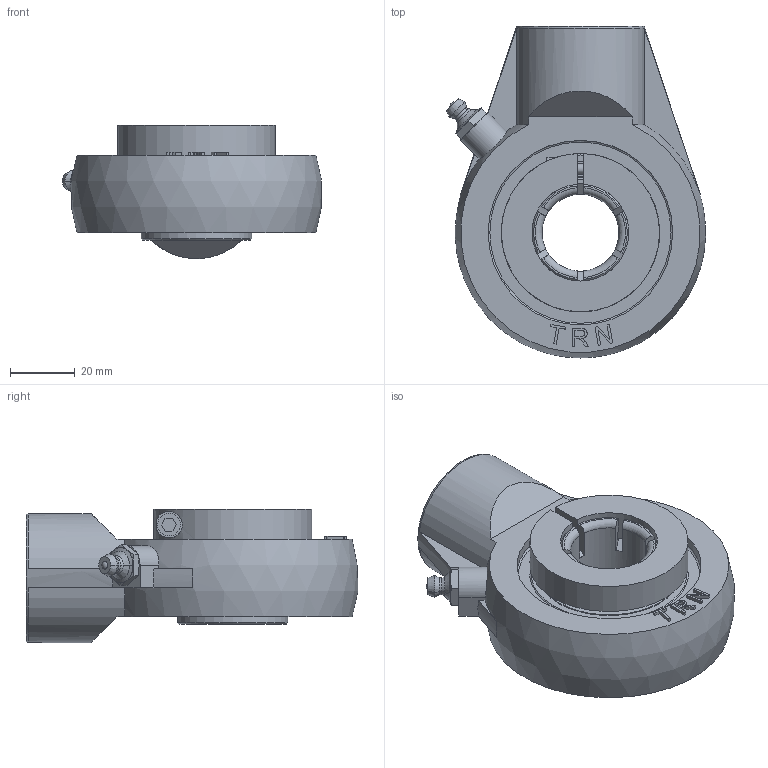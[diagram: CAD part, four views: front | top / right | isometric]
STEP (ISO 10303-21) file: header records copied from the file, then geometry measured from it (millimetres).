
FILE_DESCRIPTION(/* description */ ('Alibre Inc.'),/* implementation_level */ '2;1');
FILE_NAME(/* name */ 'export0',/* time_stamp */ '2015-12-29T14:23:24-08:00',/* author */ (''),/* organization */ (''),/* preprocessor_version */ 'ST-DEVELOPER v12',/* originating_system */ 'Alibre',/* authorisation */ '');
FILE_SCHEMA (('AUTOMOTIVE_DESIGN'));
Length unit declared in the file: centimetre
Products named in the file (8): 3
Bounding box: 80.25 x 102.79 x 41.3 mm (x, y, z)
Volume: 118273.7 mm3; surface area: 43806.9 mm2
Topology: 8 solids, 8 shells, 268 faces, 690 edges, 447 vertices
Faces by surface type: plane 117, cylinder 54, cone 52, bspline 20, torus 19, sphere 6
Full cylindrical faces by diameter (mm): 1.479 x2, 3.242 x2, 4 x1, 6 x2, 7 x1, 19.05 x1, 23.812 x1, 34.225 x4, 34.733 x2, 44 x4, 57.143 x2
Entity records: 8807 total; most frequent: CARTESIAN_POINT 3134, ORIENTED_EDGE 1242, DIRECTION 912, EDGE_CURVE 621, VERTEX_POINT 421, AXIS2_PLACEMENT_3D 372, FACE_BOUND 326, EDGE_LOOP 325
